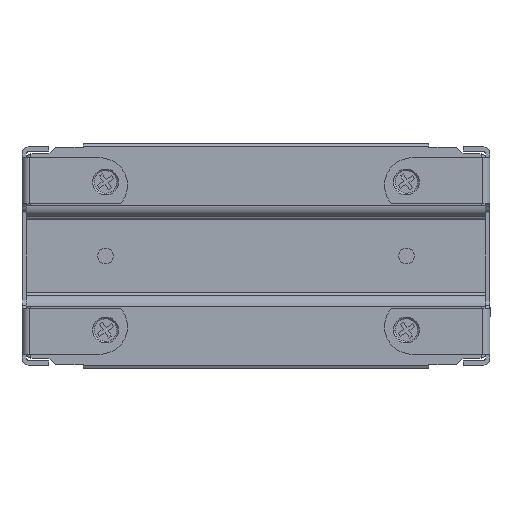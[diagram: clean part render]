
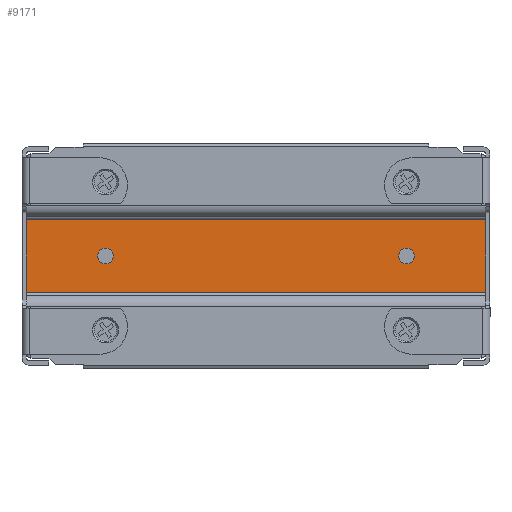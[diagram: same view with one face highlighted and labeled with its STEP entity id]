
A CAD part, front view. The second image highlights one B-rep face of the part: STEP entity #9171.
In plain terms, the highlighted planar face has unit normal (0, -1, 0).
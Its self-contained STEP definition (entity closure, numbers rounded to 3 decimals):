
#3991 = EDGE_CURVE ( 'NONE', #3992, #3993, #32066, .T. ) ;
#3992 = VERTEX_POINT ( 'NONE', #32057 ) ;
#3993 = VERTEX_POINT ( 'NONE', #32056 ) ;
#4007 = VERTEX_POINT ( 'NONE', #32005 ) ;
#4008 = EDGE_CURVE ( 'NONE', #4009, #4007, #32004, .T. ) ;
#4009 = VERTEX_POINT ( 'NONE', #31999 ) ;
#4523 = VERTEX_POINT ( 'NONE', #35801 ) ;
#4568 = EDGE_CURVE ( 'NONE', #4569, #4523, #35756, .T. ) ;
#4569 = VERTEX_POINT ( 'NONE', #35752 ) ;
#4599 = VERTEX_POINT ( 'NONE', #35680 ) ;
#4670 = EDGE_CURVE ( 'NONE', #4671, #4599, #20286, .T. ) ;
#4671 = VERTEX_POINT ( 'NONE', #20472 ) ;
#6626 = ORIENTED_EDGE ( 'NONE', *, *, #3991, .T. ) ;
#6627 = EDGE_LOOP ( 'NONE', ( #8751, #8617, #6884, #6999 ) ) ;
#6636 = EDGE_LOOP ( 'NONE', ( #8773, #6626 ) ) ;
#6884 = ORIENTED_EDGE ( 'NONE', *, *, #4568, .T. ) ;
#6999 = ORIENTED_EDGE ( 'NONE', *, *, #7000, .T. ) ;
#7000 = EDGE_CURVE ( 'NONE', #4523, #4671, #20170, .T. ) ;
#7046 = EDGE_CURVE ( 'NONE', #4007, #4009, #20194, .T. ) ;
#8617 = ORIENTED_EDGE ( 'NONE', *, *, #8619, .T. ) ;
#8619 = EDGE_CURVE ( 'NONE', #4599, #4569, #20195, .T. ) ;
#8751 = ORIENTED_EDGE ( 'NONE', *, *, #4670, .T. ) ;
#8773 = ORIENTED_EDGE ( 'NONE', *, *, #8775, .T. ) ;
#8775 = EDGE_CURVE ( 'NONE', #3993, #3992, #21569, .T. ) ;
#8779 = ORIENTED_EDGE ( 'NONE', *, *, #4008, .T. ) ;
#9162 = ORIENTED_EDGE ( 'NONE', *, *, #7046, .T. ) ;
#9171 = ADVANCED_FACE ( 'NONE', ( #21604, #21672, #21671 ), #21659, .F. ) ;
#9205 = EDGE_LOOP ( 'NONE', ( #9162, #8779 ) ) ;
#20166 = DIRECTION ( 'NONE',  ( -1., 0., 0. ) ) ;
#20167 = VECTOR ( 'NONE', #20166, 1000. ) ;
#20168 = CARTESIAN_POINT ( 'NONE',  ( -70.45, 5.5, 4.3 ) ) ;
#20170 = LINE ( 'NONE', #20168, #20167 ) ;
#20192 = CARTESIAN_POINT ( 'NONE',  ( -63.4, 5.5, 0. ) ) ;
#20193 = AXIS2_PLACEMENT_3D ( 'NONE', #20192, #20234, #20233 ) ;
#20194 = CIRCLE ( 'NONE', #20193, 0.7 ) ;
#20195 = LINE ( 'NONE', #20232, #20231 ) ;
#20230 = DIRECTION ( 'NONE',  ( 1., 0., 0. ) ) ;
#20231 = VECTOR ( 'NONE', #20230, 1000. ) ;
#20232 = CARTESIAN_POINT ( 'NONE',  ( -29.55, 5.5, -4.3 ) ) ;
#20233 = DIRECTION ( 'NONE',  ( 0., 0., 1. ) ) ;
#20234 = DIRECTION ( 'NONE',  ( 0., 1., 0. ) ) ;
#20283 = DIRECTION ( 'NONE',  ( 0., 0., -1. ) ) ;
#20284 = VECTOR ( 'NONE', #20283, 1000. ) ;
#20285 = CARTESIAN_POINT ( 'NONE',  ( -70.45, 5.5, -4.5 ) ) ;
#20286 = LINE ( 'NONE', #20285, #20284 ) ;
#20472 = CARTESIAN_POINT ( 'NONE',  ( -70.45, 5.5, 4.3 ) ) ;
#21566 = DIRECTION ( 'NONE',  ( 0., 0., 1. ) ) ;
#21567 = DIRECTION ( 'NONE',  ( 0., 1., 0. ) ) ;
#21568 = AXIS2_PLACEMENT_3D ( 'NONE', #21574, #21567, #21566 ) ;
#21569 = CIRCLE ( 'NONE', #21568, 0.7 ) ;
#21574 = CARTESIAN_POINT ( 'NONE',  ( -36.6, 5.5, 0. ) ) ;
#21604 = FACE_BOUND ( 'NONE', #9205, .T. ) ;
#21655 = DIRECTION ( 'NONE',  ( 0., 0., 1. ) ) ;
#21656 = DIRECTION ( 'NONE',  ( 0., 1., 0. ) ) ;
#21657 = CARTESIAN_POINT ( 'NONE',  ( -26.75, 5.5, 0. ) ) ;
#21658 = AXIS2_PLACEMENT_3D ( 'NONE', #21657, #21656, #21655 ) ;
#21659 = PLANE ( 'NONE',  #21658 ) ;
#21671 = FACE_OUTER_BOUND ( 'NONE', #6627, .T. ) ;
#21672 = FACE_BOUND ( 'NONE', #6636, .T. ) ;
#31999 = CARTESIAN_POINT ( 'NONE',  ( -63.4, 5.5, -0.7 ) ) ;
#32000 = DIRECTION ( 'NONE',  ( 0., 0., 1. ) ) ;
#32001 = DIRECTION ( 'NONE',  ( 0., 1., 0. ) ) ;
#32002 = CARTESIAN_POINT ( 'NONE',  ( -63.4, 5.5, 0. ) ) ;
#32003 = AXIS2_PLACEMENT_3D ( 'NONE', #32002, #32001, #32000 ) ;
#32004 = CIRCLE ( 'NONE', #32003, 0.7 ) ;
#32005 = CARTESIAN_POINT ( 'NONE',  ( -63.4, 5.5, 0.7 ) ) ;
#32056 = CARTESIAN_POINT ( 'NONE',  ( -36.6, 5.5, 0.7 ) ) ;
#32057 = CARTESIAN_POINT ( 'NONE',  ( -36.6, 5.5, -0.7 ) ) ;
#32059 = DIRECTION ( 'NONE',  ( 0., 0., 1. ) ) ;
#32061 = DIRECTION ( 'NONE',  ( 0., 1., 0. ) ) ;
#32062 = CARTESIAN_POINT ( 'NONE',  ( -36.6, 5.5, 0. ) ) ;
#32064 = AXIS2_PLACEMENT_3D ( 'NONE', #32062, #32061, #32059 ) ;
#32066 = CIRCLE ( 'NONE', #32064, 0.7 ) ;
#35680 = CARTESIAN_POINT ( 'NONE',  ( -70.45, 5.5, -4.3 ) ) ;
#35752 = CARTESIAN_POINT ( 'NONE',  ( -29.55, 5.5, -4.3 ) ) ;
#35753 = DIRECTION ( 'NONE',  ( 0., 0., 1. ) ) ;
#35754 = VECTOR ( 'NONE', #35753, 1000. ) ;
#35755 = CARTESIAN_POINT ( 'NONE',  ( -29.55, 5.5, -4.5 ) ) ;
#35756 = LINE ( 'NONE', #35755, #35754 ) ;
#35801 = CARTESIAN_POINT ( 'NONE',  ( -29.55, 5.5, 4.3 ) ) ;
